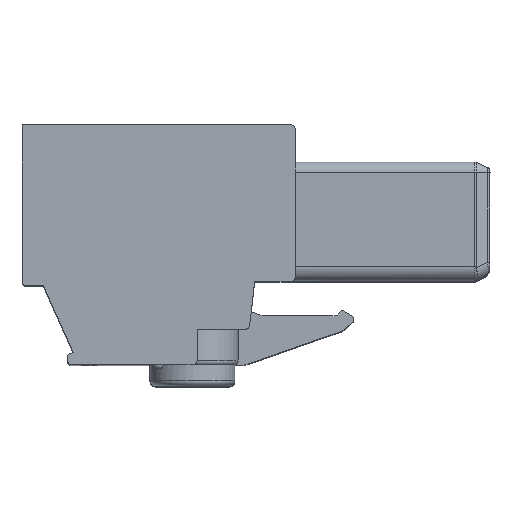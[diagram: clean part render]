
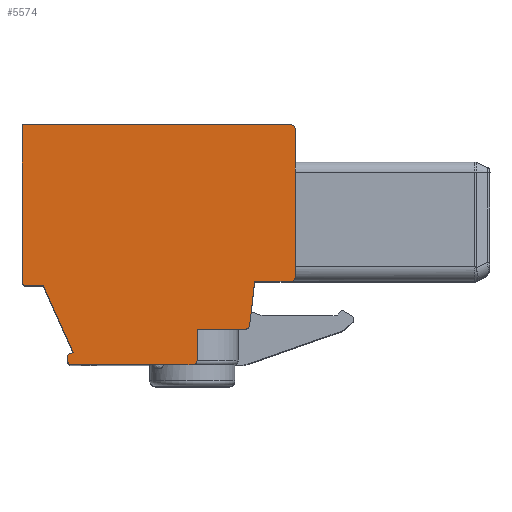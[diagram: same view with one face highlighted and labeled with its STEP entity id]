
A CAD part, top view. The second image highlights one B-rep face of the part: STEP entity #5574.
In plain terms, the highlighted planar face has unit normal (0, 0, 1).
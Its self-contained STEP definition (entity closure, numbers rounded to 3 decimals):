
#1816=LINE('',#31675,#3704);
#1900=LINE('',#32784,#3788);
#1952=LINE('',#32965,#3840);
#2026=LINE('',#34348,#3914);
#2027=LINE('',#34350,#3915);
#2028=LINE('',#34354,#3916);
#2029=LINE('',#34356,#3917);
#2030=LINE('',#34359,#3918);
#2031=LINE('',#34363,#3919);
#2032=LINE('',#34367,#3920);
#2033=LINE('',#34369,#3921);
#2034=LINE('',#34373,#3922);
#3704=VECTOR('',#25507,1.);
#3788=VECTOR('',#25641,1.);
#3840=VECTOR('',#25771,1.);
#3914=VECTOR('',#25979,1.);
#3915=VECTOR('',#25980,1.);
#3916=VECTOR('',#25983,1.);
#3917=VECTOR('',#25984,1.);
#3918=VECTOR('',#25987,1.);
#3919=VECTOR('',#25990,1.);
#3920=VECTOR('',#25993,1.);
#3921=VECTOR('',#25994,1.);
#3922=VECTOR('',#25997,1.);
#5574=ADVANCED_FACE('',(#7508),#6808,.T.);
#6808=PLANE('',#23424);
#7508=FACE_OUTER_BOUND('',#8732,.T.);
#8732=EDGE_LOOP('',(#10635,#10636,#10637,#10638,#10639,#10640,#10641,#10642,
#10643,#10644,#10645,#10646,#10647,#10648,#10649,#10650,#10651,#10652,#10653));
#10635=ORIENTED_EDGE('',*,*,#19287,.F.);
#10636=ORIENTED_EDGE('',*,*,#19434,.F.);
#10637=ORIENTED_EDGE('',*,*,#19435,.F.);
#10638=ORIENTED_EDGE('',*,*,#19436,.F.);
#10639=ORIENTED_EDGE('',*,*,#19437,.F.);
#10640=ORIENTED_EDGE('',*,*,#19438,.F.);
#10641=ORIENTED_EDGE('',*,*,#19439,.F.);
#10642=ORIENTED_EDGE('',*,*,#19054,.F.);
#10643=ORIENTED_EDGE('',*,*,#19440,.F.);
#10644=ORIENTED_EDGE('',*,*,#19441,.F.);
#10645=ORIENTED_EDGE('',*,*,#19442,.F.);
#10646=ORIENTED_EDGE('',*,*,#19443,.F.);
#10647=ORIENTED_EDGE('',*,*,#19444,.F.);
#10648=ORIENTED_EDGE('',*,*,#19445,.F.);
#10649=ORIENTED_EDGE('',*,*,#19446,.F.);
#10650=ORIENTED_EDGE('',*,*,#19447,.F.);
#10651=ORIENTED_EDGE('',*,*,#19448,.F.);
#10652=ORIENTED_EDGE('',*,*,#19197,.F.);
#10653=ORIENTED_EDGE('',*,*,#19433,.F.);
#16840=VERTEX_POINT('',#31674);
#16841=VERTEX_POINT('',#31676);
#16898=VERTEX_POINT('',#32614);
#16964=VERTEX_POINT('',#32783);
#17054=VERTEX_POINT('',#32964);
#17055=VERTEX_POINT('',#32966);
#17156=VERTEX_POINT('',#34347);
#17157=VERTEX_POINT('',#34349);
#17158=VERTEX_POINT('',#34351);
#17159=VERTEX_POINT('',#34353);
#17160=VERTEX_POINT('',#34355);
#17161=VERTEX_POINT('',#34358);
#17162=VERTEX_POINT('',#34360);
#17163=VERTEX_POINT('',#34362);
#17164=VERTEX_POINT('',#34364);
#17165=VERTEX_POINT('',#34366);
#17166=VERTEX_POINT('',#34368);
#17167=VERTEX_POINT('',#34370);
#17168=VERTEX_POINT('',#34372);
#19054=EDGE_CURVE('',#16840,#16841,#1816,.T.);
#19197=EDGE_CURVE('',#16964,#16898,#1900,.T.);
#19287=EDGE_CURVE('',#17054,#17055,#1952,.T.);
#19433=EDGE_CURVE('',#17055,#16964,#22415,.T.);
#19434=EDGE_CURVE('',#17156,#17054,#22416,.T.);
#19435=EDGE_CURVE('',#17157,#17156,#2026,.T.);
#19436=EDGE_CURVE('',#17158,#17157,#2027,.T.);
#19437=EDGE_CURVE('',#17159,#17158,#22417,.T.);
#19438=EDGE_CURVE('',#17160,#17159,#2028,.T.);
#19439=EDGE_CURVE('',#16841,#17160,#2029,.T.);
#19440=EDGE_CURVE('',#17161,#16840,#22418,.T.);
#19441=EDGE_CURVE('',#17162,#17161,#2030,.T.);
#19442=EDGE_CURVE('',#17163,#17162,#22419,.T.);
#19443=EDGE_CURVE('',#17164,#17163,#2031,.T.);
#19444=EDGE_CURVE('',#17165,#17164,#22420,.T.);
#19445=EDGE_CURVE('',#17166,#17165,#2032,.T.);
#19446=EDGE_CURVE('',#17167,#17166,#2033,.T.);
#19447=EDGE_CURVE('',#17168,#17167,#22421,.T.);
#19448=EDGE_CURVE('',#16898,#17168,#2034,.T.);
#22415=CIRCLE('',#23416,0.3);
#22416=CIRCLE('',#23418,0.3);
#22417=CIRCLE('',#23419,0.3);
#22418=CIRCLE('',#23420,0.4);
#22419=CIRCLE('',#23421,0.4);
#22420=CIRCLE('',#23422,0.3);
#22421=CIRCLE('',#23423,0.3);
#23416=AXIS2_PLACEMENT_3D('',#34344,#25973,#25974);
#23418=AXIS2_PLACEMENT_3D('',#34346,#25977,#25978);
#23419=AXIS2_PLACEMENT_3D('',#34352,#25981,#25982);
#23420=AXIS2_PLACEMENT_3D('',#34357,#25985,#25986);
#23421=AXIS2_PLACEMENT_3D('',#34361,#25988,#25989);
#23422=AXIS2_PLACEMENT_3D('',#34365,#25991,#25992);
#23423=AXIS2_PLACEMENT_3D('',#34371,#25995,#25996);
#23424=AXIS2_PLACEMENT_3D('',#34374,#25998,#25999);
#25507=DIRECTION('',(1.,0.,0.));
#25641=DIRECTION('',(-1.,0.,0.));
#25771=DIRECTION('',(0.,-1.,0.));
#25973=DIRECTION('',(0.,0.,-1.));
#25974=DIRECTION('',(1.,0.,0.));
#25977=DIRECTION('',(0.,0.,-1.));
#25978=DIRECTION('',(0.,1.,0.));
#25979=DIRECTION('',(1.,0.,0.));
#25980=DIRECTION('',(0.,1.,0.));
#25981=DIRECTION('',(0.,0.,-1.));
#25982=DIRECTION('',(0.,-1.,0.));
#25983=DIRECTION('',(-1.,0.,0.));
#25984=DIRECTION('',(-0.407,0.914,0.));
#25985=DIRECTION('',(0.,0.,-1.));
#25986=DIRECTION('',(-1.,0.,0.));
#25987=DIRECTION('',(0.,1.,0.));
#25988=DIRECTION('',(0.,0.,-1.));
#25989=DIRECTION('',(0.,-1.,0.));
#25990=DIRECTION('',(-1.,0.,0.));
#25991=DIRECTION('',(0.,0.,-1.));
#25992=DIRECTION('',(1.,0.,0.));
#25993=DIRECTION('',(0.,-1.,0.));
#25994=DIRECTION('',(-1.,0.,0.));
#25995=DIRECTION('',(0.,0.,-1.));
#25996=DIRECTION('',(0.994,-0.113,0.));
#25997=DIRECTION('',(-0.113,-0.994,0.));
#25998=DIRECTION('',(0.,0.,1.));
#25999=DIRECTION('',(1.,0.,0.));
#31674=CARTESIAN_POINT('',(3.8,2.5,15.255));
#31675=CARTESIAN_POINT('',(3.8,2.5,15.255));
#31676=CARTESIAN_POINT('',(3.871,2.5,15.255));
#32614=CARTESIAN_POINT('',(17.55,7.9,15.255));
#32783=CARTESIAN_POINT('',(20.3,7.9,15.255));
#32784=CARTESIAN_POINT('',(20.3,7.9,15.255));
#32964=CARTESIAN_POINT('',(20.6,19.4,15.255));
#32965=CARTESIAN_POINT('',(20.6,19.4,15.255));
#32966=CARTESIAN_POINT('',(20.6,8.2,15.255));
#34344=CARTESIAN_POINT('',(20.3,8.2,15.255));
#34346=CARTESIAN_POINT('',(20.3,19.4,15.255));
#34347=CARTESIAN_POINT('',(20.3,19.7,15.255));
#34348=CARTESIAN_POINT('',(0.,19.7,15.255));
#34349=CARTESIAN_POINT('',(0.,19.7,15.255));
#34350=CARTESIAN_POINT('',(0.,7.9,15.255));
#34351=CARTESIAN_POINT('',(0.,7.9,15.255));
#34352=CARTESIAN_POINT('',(0.3,7.9,15.255));
#34353=CARTESIAN_POINT('',(0.3,7.6,15.255));
#34354=CARTESIAN_POINT('',(1.6,7.6,15.255));
#34355=CARTESIAN_POINT('',(1.6,7.6,15.255));
#34356=CARTESIAN_POINT('',(3.871,2.5,15.255));
#34357=CARTESIAN_POINT('',(3.8,2.1,15.255));
#34358=CARTESIAN_POINT('',(3.4,2.1,15.255));
#34359=CARTESIAN_POINT('',(3.4,2.,15.255));
#34360=CARTESIAN_POINT('',(3.4,2.,15.255));
#34361=CARTESIAN_POINT('',(3.8,2.,15.255));
#34362=CARTESIAN_POINT('',(3.8,1.6,15.255));
#34363=CARTESIAN_POINT('',(12.9,1.6,15.255));
#34364=CARTESIAN_POINT('',(12.9,1.6,15.255));
#34365=CARTESIAN_POINT('',(12.9,1.9,15.255));
#34366=CARTESIAN_POINT('',(13.2,1.9,15.255));
#34367=CARTESIAN_POINT('',(13.2,4.3,15.255));
#34368=CARTESIAN_POINT('',(13.2,4.3,15.255));
#34369=CARTESIAN_POINT('',(16.872,4.3,15.255));
#34370=CARTESIAN_POINT('',(16.872,4.3,15.255));
#34371=CARTESIAN_POINT('',(16.872,4.6,15.255));
#34372=CARTESIAN_POINT('',(17.17,4.566,15.255));
#34373=CARTESIAN_POINT('',(17.55,7.9,15.255));
#34374=CARTESIAN_POINT('',(0.,0.,15.255));
